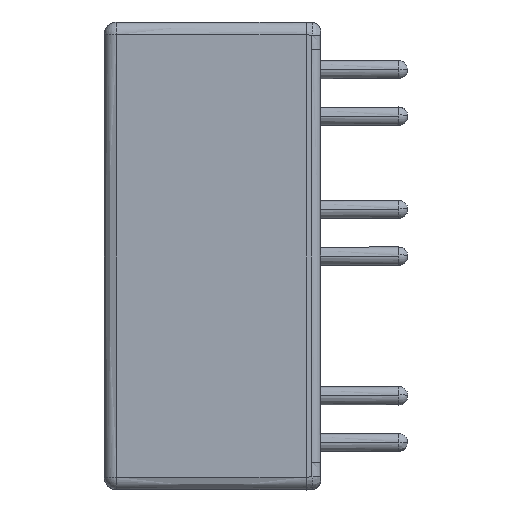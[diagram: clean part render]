
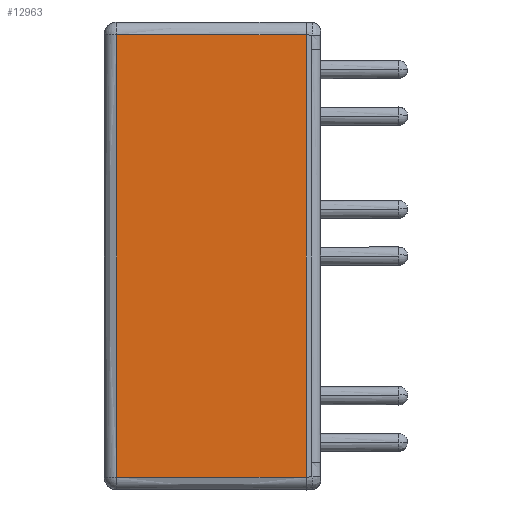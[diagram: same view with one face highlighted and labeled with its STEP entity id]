
A CAD part, left-side view. The second image highlights one B-rep face of the part: STEP entity #12963.
In plain terms, the highlighted planar face has unit normal (-1, 0, 0).
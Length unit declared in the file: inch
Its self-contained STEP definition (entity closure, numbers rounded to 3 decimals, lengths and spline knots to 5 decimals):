
#847 = EDGE_LOOP ( 'NONE', ( #10066, #19678, #23420, #22167 ) ) ;
#927 = DIRECTION ( 'NONE',  ( -1., 0., 0. ) ) ;
#2436 = VERTEX_POINT ( 'NONE', #27190 ) ;
#2944 = CARTESIAN_POINT ( 'NONE',  ( -1.00197, 0.62387, -0.15814 ) ) ;
#5195 = AXIS2_PLACEMENT_3D ( 'NONE', #13634, #927, #21611 ) ;
#5540 = VERTEX_POINT ( 'NONE', #14472 ) ;
#5871 = CARTESIAN_POINT ( 'NONE',  ( -1.00197, 0.35353, -0.47441 ) ) ;
#6138 = CARTESIAN_POINT ( 'NONE',  ( -1.00197, 0.62387, -0.47441 ) ) ;
#6462 = EDGE_CURVE ( 'NONE', #2436, #17729, #9909, .T. ) ;
#7408 = CARTESIAN_POINT ( 'NONE',  ( -1.00197, 0.62387, -0.47441 ) ) ;
#7888 = CARTESIAN_POINT ( 'NONE',  ( -1.00197, 0.21836, -0.15814 ) ) ;
#8056 = CARTESIAN_POINT ( 'NONE',  ( -1.00197, 0.21836, 0.47441 ) ) ;
#8069 = CARTESIAN_POINT ( 'NONE',  ( -1.00197, 0.4887, -0.47441 ) ) ;
#9292 = CARTESIAN_POINT ( 'NONE',  ( -1.00197, 0.62387, -0.47441 ) ) ;
#9715 = CARTESIAN_POINT ( 'NONE',  ( -1.00197, 0.4887, 0.47441 ) ) ;
#9909 = B_SPLINE_CURVE_WITH_KNOTS ( 'NONE', 3,
 ( #18859, #5871, #8069, #6138 ),
 .UNSPECIFIED., .F., .F.,
 ( 4, 4 ),
 ( 0., 1. ),
 .UNSPECIFIED. ) ;
#10066 = ORIENTED_EDGE ( 'NONE', *, *, #20016, .F. ) ;
#11570 = EDGE_CURVE ( 'NONE', #5540, #17729, #18775, .T. ) ;
#11697 = CARTESIAN_POINT ( 'NONE',  ( -1.00197, 0.21836, 0.47441 ) ) ;
#12963 = ADVANCED_FACE ( 'NONE', ( #13223 ), #17907, .T. ) ;
#13223 = FACE_OUTER_BOUND ( 'NONE', #847, .T. ) ;
#13634 = CARTESIAN_POINT ( 'NONE',  ( -1.00197, 0.21025, 0.49339 ) ) ;
#14472 = CARTESIAN_POINT ( 'NONE',  ( -1.00197, 0.62387, 0.47441 ) ) ;
#15023 = B_SPLINE_CURVE_WITH_KNOTS ( 'NONE', 3,
 ( #26782, #26634, #7888, #16334 ),
 .UNSPECIFIED., .F., .F.,
 ( 4, 4 ),
 ( 0., 1. ),
 .UNSPECIFIED. ) ;
#16334 = CARTESIAN_POINT ( 'NONE',  ( -1.00197, 0.21836, -0.47441 ) ) ;
#17324 = B_SPLINE_CURVE_WITH_KNOTS ( 'NONE', 3,
 ( #22261, #9715, #24479, #8056 ),
 .UNSPECIFIED., .F., .F.,
 ( 4, 4 ),
 ( 0., 1. ),
 .UNSPECIFIED. ) ;
#17729 = VERTEX_POINT ( 'NONE', #7408 ) ;
#17907 = PLANE ( 'NONE',  #5195 ) ;
#18000 = CARTESIAN_POINT ( 'NONE',  ( -1.00197, 0.62387, 0.15814 ) ) ;
#18102 = EDGE_CURVE ( 'NONE', #5540, #26199, #17324, .T. ) ;
#18775 = B_SPLINE_CURVE_WITH_KNOTS ( 'NONE', 3,
 ( #19925, #18000, #2944, #9292 ),
 .UNSPECIFIED., .F., .F.,
 ( 4, 4 ),
 ( 0., 1. ),
 .UNSPECIFIED. ) ;
#18859 = CARTESIAN_POINT ( 'NONE',  ( -1.00197, 0.21836, -0.47441 ) ) ;
#19678 = ORIENTED_EDGE ( 'NONE', *, *, #18102, .F. ) ;
#19925 = CARTESIAN_POINT ( 'NONE',  ( -1.00197, 0.62387, 0.47441 ) ) ;
#20016 = EDGE_CURVE ( 'NONE', #26199, #2436, #15023, .T. ) ;
#21611 = DIRECTION ( 'NONE',  ( 0., 1., 0. ) ) ;
#22167 = ORIENTED_EDGE ( 'NONE', *, *, #6462, .F. ) ;
#22261 = CARTESIAN_POINT ( 'NONE',  ( -1.00197, 0.62387, 0.47441 ) ) ;
#23420 = ORIENTED_EDGE ( 'NONE', *, *, #11570, .T. ) ;
#24479 = CARTESIAN_POINT ( 'NONE',  ( -1.00197, 0.35353, 0.47441 ) ) ;
#26199 = VERTEX_POINT ( 'NONE', #11697 ) ;
#26634 = CARTESIAN_POINT ( 'NONE',  ( -1.00197, 0.21836, 0.15814 ) ) ;
#26782 = CARTESIAN_POINT ( 'NONE',  ( -1.00197, 0.21836, 0.47441 ) ) ;
#27190 = CARTESIAN_POINT ( 'NONE',  ( -1.00197, 0.21836, -0.47441 ) ) ;
